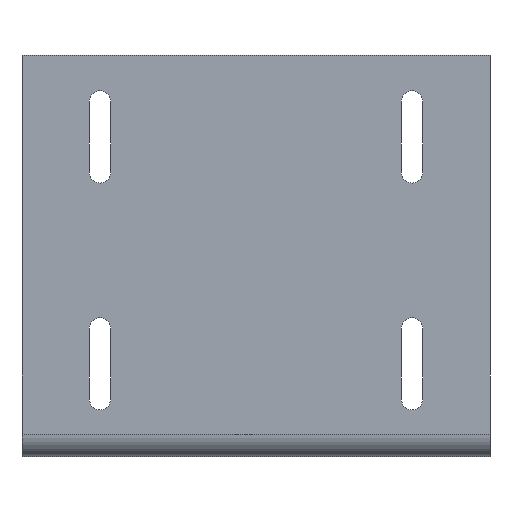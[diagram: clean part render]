
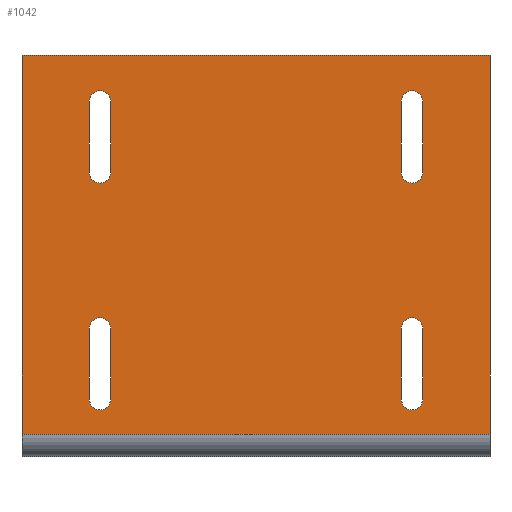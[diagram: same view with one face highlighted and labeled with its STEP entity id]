
A CAD part, front view. The second image highlights one B-rep face of the part: STEP entity #1042.
In plain terms, the highlighted planar face has unit normal (0, -1, 0).
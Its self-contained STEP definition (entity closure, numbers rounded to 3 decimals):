
#28=FACE_BOUND('',#167,.T.);
#29=FACE_BOUND('',#168,.T.);
#30=FACE_BOUND('',#169,.T.);
#31=FACE_BOUND('',#170,.T.);
#56=PLANE('',#1127);
#100=FACE_OUTER_BOUND('',#166,.T.);
#166=EDGE_LOOP('',(#874,#875,#876,#877));
#167=EDGE_LOOP('',(#878,#879,#880,#881));
#168=EDGE_LOOP('',(#882,#883,#884,#885));
#169=EDGE_LOOP('',(#886,#887,#888,#889));
#170=EDGE_LOOP('',(#890,#891,#892,#893));
#243=LINE('',#1617,#347);
#258=LINE('',#1653,#362);
#261=LINE('',#1659,#365);
#262=LINE('',#1660,#366);
#263=LINE('',#1665,#367);
#264=LINE('',#1668,#368);
#265=LINE('',#1673,#369);
#266=LINE('',#1676,#370);
#267=LINE('',#1681,#371);
#268=LINE('',#1684,#372);
#269=LINE('',#1689,#373);
#270=LINE('',#1692,#374);
#347=VECTOR('',#1314,66.);
#362=VECTOR('',#1353,53.413);
#365=VECTOR('',#1358,53.413);
#366=VECTOR('',#1359,66.);
#367=VECTOR('',#1362,10.);
#368=VECTOR('',#1365,10.);
#369=VECTOR('',#1368,10.);
#370=VECTOR('',#1371,10.);
#371=VECTOR('',#1374,10.);
#372=VECTOR('',#1377,10.);
#373=VECTOR('',#1380,10.);
#374=VECTOR('',#1383,10.);
#430=CIRCLE('',#1128,1.5);
#431=CIRCLE('',#1129,1.5);
#432=CIRCLE('',#1130,1.5);
#433=CIRCLE('',#1131,1.5);
#434=CIRCLE('',#1132,1.5);
#435=CIRCLE('',#1133,1.5);
#436=CIRCLE('',#1134,1.5);
#437=CIRCLE('',#1135,1.5);
#496=VERTEX_POINT('',#1614);
#497=VERTEX_POINT('',#1616);
#506=VERTEX_POINT('',#1652);
#508=VERTEX_POINT('',#1658);
#509=VERTEX_POINT('',#1661);
#510=VERTEX_POINT('',#1662);
#511=VERTEX_POINT('',#1664);
#512=VERTEX_POINT('',#1666);
#513=VERTEX_POINT('',#1669);
#514=VERTEX_POINT('',#1670);
#515=VERTEX_POINT('',#1672);
#516=VERTEX_POINT('',#1674);
#517=VERTEX_POINT('',#1677);
#518=VERTEX_POINT('',#1678);
#519=VERTEX_POINT('',#1680);
#520=VERTEX_POINT('',#1682);
#521=VERTEX_POINT('',#1685);
#522=VERTEX_POINT('',#1686);
#523=VERTEX_POINT('',#1688);
#524=VERTEX_POINT('',#1690);
#616=EDGE_CURVE('',#497,#496,#243,.T.);
#634=EDGE_CURVE('',#506,#497,#258,.T.);
#637=EDGE_CURVE('',#496,#508,#261,.T.);
#638=EDGE_CURVE('',#508,#506,#262,.T.);
#639=EDGE_CURVE('',#509,#510,#430,.T.);
#640=EDGE_CURVE('',#510,#511,#263,.T.);
#641=EDGE_CURVE('',#511,#512,#431,.T.);
#642=EDGE_CURVE('',#512,#509,#264,.T.);
#643=EDGE_CURVE('',#513,#514,#432,.T.);
#644=EDGE_CURVE('',#514,#515,#265,.T.);
#645=EDGE_CURVE('',#515,#516,#433,.T.);
#646=EDGE_CURVE('',#516,#513,#266,.T.);
#647=EDGE_CURVE('',#517,#518,#434,.T.);
#648=EDGE_CURVE('',#518,#519,#267,.T.);
#649=EDGE_CURVE('',#519,#520,#435,.T.);
#650=EDGE_CURVE('',#520,#517,#268,.T.);
#651=EDGE_CURVE('',#521,#522,#436,.T.);
#652=EDGE_CURVE('',#522,#523,#269,.T.);
#653=EDGE_CURVE('',#523,#524,#437,.T.);
#654=EDGE_CURVE('',#524,#521,#270,.T.);
#874=ORIENTED_EDGE('',*,*,#616,.T.);
#875=ORIENTED_EDGE('',*,*,#637,.T.);
#876=ORIENTED_EDGE('',*,*,#638,.T.);
#877=ORIENTED_EDGE('',*,*,#634,.T.);
#878=ORIENTED_EDGE('',*,*,#639,.T.);
#879=ORIENTED_EDGE('',*,*,#640,.T.);
#880=ORIENTED_EDGE('',*,*,#641,.T.);
#881=ORIENTED_EDGE('',*,*,#642,.T.);
#882=ORIENTED_EDGE('',*,*,#643,.T.);
#883=ORIENTED_EDGE('',*,*,#644,.T.);
#884=ORIENTED_EDGE('',*,*,#645,.T.);
#885=ORIENTED_EDGE('',*,*,#646,.T.);
#886=ORIENTED_EDGE('',*,*,#647,.T.);
#887=ORIENTED_EDGE('',*,*,#648,.T.);
#888=ORIENTED_EDGE('',*,*,#649,.T.);
#889=ORIENTED_EDGE('',*,*,#650,.T.);
#890=ORIENTED_EDGE('',*,*,#651,.T.);
#891=ORIENTED_EDGE('',*,*,#652,.T.);
#892=ORIENTED_EDGE('',*,*,#653,.T.);
#893=ORIENTED_EDGE('',*,*,#654,.T.);
#1042=ADVANCED_FACE('',(#100,#28,#29,#30,#31),#56,.F.);
#1127=AXIS2_PLACEMENT_3D('',#1657,#1356,#1357);
#1128=AXIS2_PLACEMENT_3D('',#1663,#1360,#1361);
#1129=AXIS2_PLACEMENT_3D('',#1667,#1363,#1364);
#1130=AXIS2_PLACEMENT_3D('',#1671,#1366,#1367);
#1131=AXIS2_PLACEMENT_3D('',#1675,#1369,#1370);
#1132=AXIS2_PLACEMENT_3D('',#1679,#1372,#1373);
#1133=AXIS2_PLACEMENT_3D('',#1683,#1375,#1376);
#1134=AXIS2_PLACEMENT_3D('',#1687,#1378,#1379);
#1135=AXIS2_PLACEMENT_3D('',#1691,#1381,#1382);
#1314=DIRECTION('',(1.,0.,0.));
#1353=DIRECTION('',(0.,0.,-1.));
#1356=DIRECTION('center_axis',(0.,1.,0.));
#1357=DIRECTION('ref_axis',(0.,0.,1.));
#1358=DIRECTION('',(0.,0.,1.));
#1359=DIRECTION('',(-1.,0.,0.));
#1360=DIRECTION('center_axis',(0.,1.,0.));
#1361=DIRECTION('ref_axis',(1.,0.,0.));
#1362=DIRECTION('',(0.,0.,1.));
#1363=DIRECTION('center_axis',(0.,1.,0.));
#1364=DIRECTION('ref_axis',(-1.,0.,0.));
#1365=DIRECTION('',(0.,0.,-1.));
#1366=DIRECTION('center_axis',(0.,1.,0.));
#1367=DIRECTION('ref_axis',(1.,0.,0.));
#1368=DIRECTION('',(0.,0.,1.));
#1369=DIRECTION('center_axis',(0.,1.,0.));
#1370=DIRECTION('ref_axis',(-1.,0.,0.));
#1371=DIRECTION('',(0.,0.,-1.));
#1372=DIRECTION('center_axis',(0.,1.,0.));
#1373=DIRECTION('ref_axis',(-1.,0.,0.));
#1374=DIRECTION('',(0.,0.,-1.));
#1375=DIRECTION('center_axis',(0.,1.,0.));
#1376=DIRECTION('ref_axis',(1.,0.,0.));
#1377=DIRECTION('',(0.,0.,1.));
#1378=DIRECTION('center_axis',(0.,1.,0.));
#1379=DIRECTION('ref_axis',(1.,0.,0.));
#1380=DIRECTION('',(0.,0.,1.));
#1381=DIRECTION('center_axis',(0.,1.,0.));
#1382=DIRECTION('ref_axis',(-1.,0.,0.));
#1383=DIRECTION('',(0.,0.,-1.));
#1614=CARTESIAN_POINT('',(33.,0.,-25.913));
#1616=CARTESIAN_POINT('',(-33.,0.,-25.913));
#1617=CARTESIAN_POINT('',(-16.5,0.,-25.913));
#1652=CARTESIAN_POINT('',(-33.,0.,27.5));
#1653=CARTESIAN_POINT('',(-33.,0.,27.5));
#1657=CARTESIAN_POINT('Origin',(0.,0.,0.));
#1658=CARTESIAN_POINT('',(33.,0.,27.5));
#1659=CARTESIAN_POINT('',(33.,0.,-27.5));
#1660=CARTESIAN_POINT('',(33.,0.,27.5));
#1661=CARTESIAN_POINT('',(-20.5,0.,-21.));
#1662=CARTESIAN_POINT('',(-23.5,0.,-21.));
#1663=CARTESIAN_POINT('Origin',(-22.,0.,-21.));
#1664=CARTESIAN_POINT('',(-23.5,0.,-11.));
#1665=CARTESIAN_POINT('',(-23.5,0.,-5.5));
#1666=CARTESIAN_POINT('',(-20.5,0.,-11.));
#1667=CARTESIAN_POINT('Origin',(-22.,0.,-11.));
#1668=CARTESIAN_POINT('',(-20.5,0.,-10.5));
#1669=CARTESIAN_POINT('',(-20.5,0.,11.));
#1670=CARTESIAN_POINT('',(-23.5,0.,11.));
#1671=CARTESIAN_POINT('Origin',(-22.,0.,11.));
#1672=CARTESIAN_POINT('',(-23.5,0.,21.));
#1673=CARTESIAN_POINT('',(-23.5,0.,10.5));
#1674=CARTESIAN_POINT('',(-20.5,0.,21.));
#1675=CARTESIAN_POINT('Origin',(-22.,0.,21.));
#1676=CARTESIAN_POINT('',(-20.5,0.,5.5));
#1677=CARTESIAN_POINT('',(20.5,0.,-11.));
#1678=CARTESIAN_POINT('',(23.5,0.,-11.));
#1679=CARTESIAN_POINT('Origin',(22.,0.,-11.));
#1680=CARTESIAN_POINT('',(23.5,0.,-21.));
#1681=CARTESIAN_POINT('',(23.5,0.,-10.5));
#1682=CARTESIAN_POINT('',(20.5,0.,-21.));
#1683=CARTESIAN_POINT('Origin',(22.,0.,-21.));
#1684=CARTESIAN_POINT('',(20.5,0.,-5.5));
#1685=CARTESIAN_POINT('',(23.5,0.,11.));
#1686=CARTESIAN_POINT('',(20.5,0.,11.));
#1687=CARTESIAN_POINT('Origin',(22.,0.,11.));
#1688=CARTESIAN_POINT('',(20.5,0.,21.));
#1689=CARTESIAN_POINT('',(20.5,0.,10.5));
#1690=CARTESIAN_POINT('',(23.5,0.,21.));
#1691=CARTESIAN_POINT('Origin',(22.,0.,21.));
#1692=CARTESIAN_POINT('',(23.5,0.,5.5));
